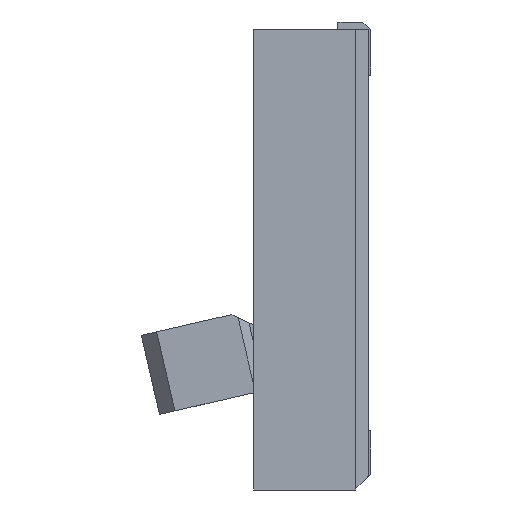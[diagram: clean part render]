
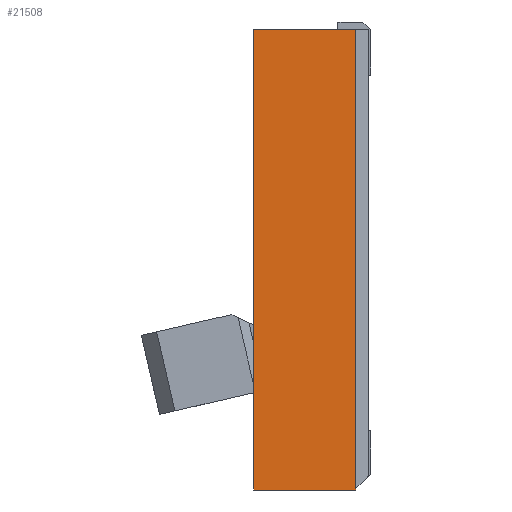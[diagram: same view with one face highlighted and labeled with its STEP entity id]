
A CAD part, left-side view. The second image highlights one B-rep face of the part: STEP entity #21508.
In plain terms, the highlighted planar face has unit normal (-1, 0, 0).
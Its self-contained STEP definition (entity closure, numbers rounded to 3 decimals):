
#51=DIRECTION('',(0.,-1.,0.));
#52=VECTOR('',#51,0.655);
#53=CARTESIAN_POINT('',(-4.5,0.735,-1.475));
#54=LINE('',#53,#52);
#3441=DIRECTION('',(0.,-1.,0.));
#3442=VECTOR('',#3441,0.655);
#3443=CARTESIAN_POINT('',(-4.5,0.735,1.475));
#3444=LINE('',#3443,#3442);
#5594=DIRECTION('',(0.,0.,1.));
#5595=VECTOR('',#5594,2.95);
#5596=CARTESIAN_POINT('',(-4.5,0.735,-1.475));
#5597=LINE('',#5596,#5595);
#5602=DIRECTION('',(0.,0.,1.));
#5603=VECTOR('',#5602,2.95);
#5604=CARTESIAN_POINT('',(-4.5,0.08,-1.475));
#5605=LINE('',#5604,#5603);
#12439=CARTESIAN_POINT('',(-4.5,0.735,-1.475));
#12440=CARTESIAN_POINT('',(-4.5,0.08,-1.475));
#12441=VERTEX_POINT('',#12439);
#12442=VERTEX_POINT('',#12440);
#12447=CARTESIAN_POINT('',(-4.5,0.735,1.475));
#12448=CARTESIAN_POINT('',(-4.5,0.08,1.475));
#12449=VERTEX_POINT('',#12447);
#12450=VERTEX_POINT('',#12448);
#21496=CARTESIAN_POINT('',(-4.5,0.735,-1.475));
#21497=DIRECTION('',(-1.,0.,0.));
#21498=DIRECTION('',(0.,-1.,0.));
#21499=AXIS2_PLACEMENT_3D('',#21496,#21497,#21498);
#21500=PLANE('',#21499);
#21501=ORIENTED_EDGE('',*,*,#16455,.F.);
#21502=ORIENTED_EDGE('',*,*,#21445,.T.);
#21503=ORIENTED_EDGE('',*,*,#19363,.T.);
#21505=ORIENTED_EDGE('',*,*,#21504,.F.);
#21506=EDGE_LOOP('',(#21501,#21502,#21503,#21505));
#21507=FACE_OUTER_BOUND('',#21506,.F.);
#21508=ADVANCED_FACE('',(#21507),#21500,.T.);
#16455=EDGE_CURVE('',#12441,#12442,#54,.T.);
#19363=EDGE_CURVE('',#12449,#12450,#3444,.T.);
#21445=EDGE_CURVE('',#12441,#12449,#5597,.T.);
#21504=EDGE_CURVE('',#12442,#12450,#5605,.T.);
